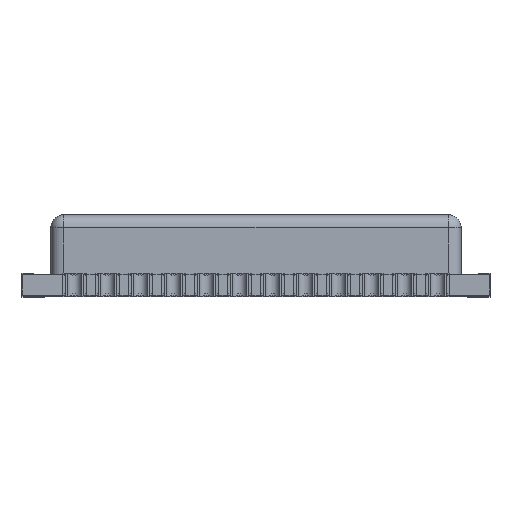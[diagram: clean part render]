
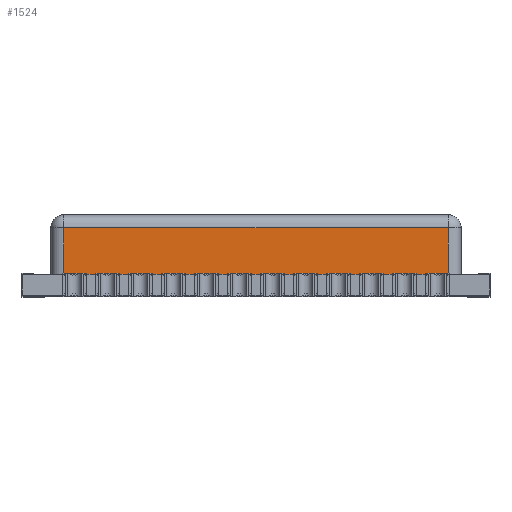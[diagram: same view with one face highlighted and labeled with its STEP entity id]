
A CAD part, top view. The second image highlights one B-rep face of the part: STEP entity #1524.
In plain terms, the highlighted planar face has unit normal (0, 0, 1).
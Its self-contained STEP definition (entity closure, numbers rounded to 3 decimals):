
#1225 = VERTEX_POINT('',#1226);
#1226 = CARTESIAN_POINT('',(7.4,1.8,8.8));
#1258 = VERTEX_POINT('',#1259);
#1259 = CARTESIAN_POINT('',(7.4,0.,8.8));
#1275 = EDGE_CURVE('',#1225,#1258,#1276,.T.);
#1276 = LINE('',#1277,#1278);
#1277 = CARTESIAN_POINT('',(7.4,0.,8.8));
#1278 = VECTOR('',#1279,1.);
#1279 = DIRECTION('',(0.,-1.,0.));
#1390 = VERTEX_POINT('',#1391);
#1391 = CARTESIAN_POINT('',(-7.4,1.8,8.8));
#1416 = VERTEX_POINT('',#1417);
#1417 = CARTESIAN_POINT('',(-7.4,0.,8.8));
#1424 = EDGE_CURVE('',#1416,#1390,#1425,.T.);
#1425 = LINE('',#1426,#1427);
#1426 = CARTESIAN_POINT('',(-7.4,0.,8.8));
#1427 = VECTOR('',#1428,1.);
#1428 = DIRECTION('',(0.,1.,0.));
#1453 = EDGE_CURVE('',#1390,#1225,#1454,.T.);
#1454 = LINE('',#1455,#1456);
#1455 = CARTESIAN_POINT('',(-3.95,1.8,8.8));
#1456 = VECTOR('',#1457,1.);
#1457 = DIRECTION('',(1.,0.,0.));
#1524 = ADVANCED_FACE('',(#1525),#1536,.T.);
#1525 = FACE_BOUND('',#1526,.T.);
#1526 = EDGE_LOOP('',(#1527,#1528,#1529,#1530));
#1527 = ORIENTED_EDGE('',*,*,#1275,.F.);
#1528 = ORIENTED_EDGE('',*,*,#1453,.F.);
#1529 = ORIENTED_EDGE('',*,*,#1424,.F.);
#1530 = ORIENTED_EDGE('',*,*,#1531,.F.);
#1531 = EDGE_CURVE('',#1258,#1416,#1532,.T.);
#1532 = LINE('',#1533,#1534);
#1533 = CARTESIAN_POINT('',(7.9,0.,8.8));
#1534 = VECTOR('',#1535,1.);
#1535 = DIRECTION('',(-1.,0.,0.));
#1536 = PLANE('',#1537);
#1537 = AXIS2_PLACEMENT_3D('',#1538,#1539,#1540);
#1538 = CARTESIAN_POINT('',(-7.9,0.,8.8));
#1539 = DIRECTION('',(0.,0.,1.));
#1540 = DIRECTION('',(1.,0.,-0.));
